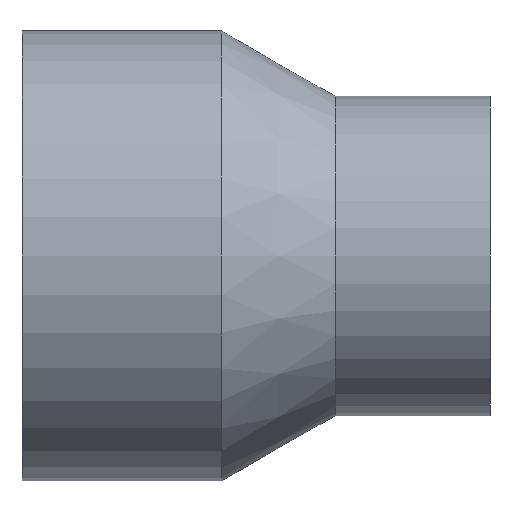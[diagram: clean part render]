
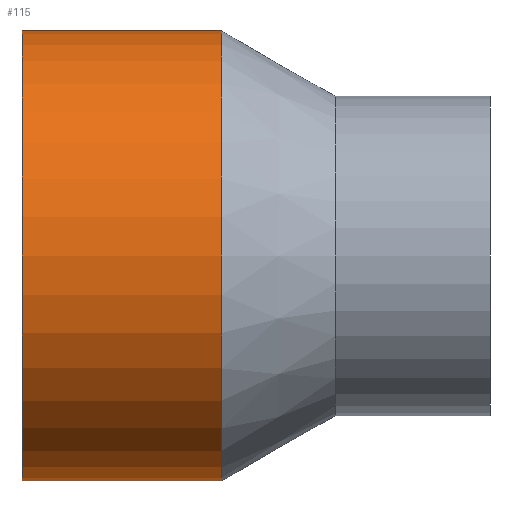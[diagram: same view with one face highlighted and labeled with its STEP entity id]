
A CAD part, front view. The second image highlights one B-rep face of the part: STEP entity #115.
In plain terms, the highlighted cylindrical face has radius 250 mm (diameter 500 mm), a full revolution.
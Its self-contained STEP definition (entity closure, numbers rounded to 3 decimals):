
#23=FACE_OUTER_BOUND('',#32,.T.);
#32=EDGE_LOOP('',(#87,#88,#89,#90));
#40=LINE('',#210,#46);
#46=VECTOR('',#174,250.);
#53=CIRCLE('',#145,250.);
#54=CIRCLE('',#147,250.);
#61=VERTEX_POINT('',#205);
#62=VERTEX_POINT('',#208);
#70=EDGE_CURVE('',#61,#61,#53,.T.);
#71=EDGE_CURVE('',#62,#62,#54,.T.);
#72=EDGE_CURVE('',#62,#61,#40,.T.);
#87=ORIENTED_EDGE('',*,*,#71,.F.);
#88=ORIENTED_EDGE('',*,*,#72,.T.);
#89=ORIENTED_EDGE('',*,*,#70,.T.);
#90=ORIENTED_EDGE('',*,*,#72,.F.);
#110=CYLINDRICAL_SURFACE('',#146,250.);
#115=ADVANCED_FACE('',(#23),#110,.T.);
#145=AXIS2_PLACEMENT_3D('',#206,#168,#169);
#146=AXIS2_PLACEMENT_3D('',#207,#170,#171);
#147=AXIS2_PLACEMENT_3D('',#209,#172,#173);
#168=DIRECTION('center_axis',(1.,0.,0.));
#169=DIRECTION('ref_axis',(0.,0.,-1.));
#170=DIRECTION('center_axis',(1.,0.,0.));
#171=DIRECTION('ref_axis',(0.,1.,0.));
#172=DIRECTION('center_axis',(1.,0.,0.));
#173=DIRECTION('ref_axis',(0.,0.,-1.));
#174=DIRECTION('',(-1.,0.,0.));
#205=CARTESIAN_POINT('',(0.,-250.,0.));
#206=CARTESIAN_POINT('Origin',(0.,0.,0.));
#207=CARTESIAN_POINT('Origin',(111.,0.,0.));
#208=CARTESIAN_POINT('',(222.,-250.,0.));
#209=CARTESIAN_POINT('Origin',(222.,0.,0.));
#210=CARTESIAN_POINT('',(111.,-250.,0.));
